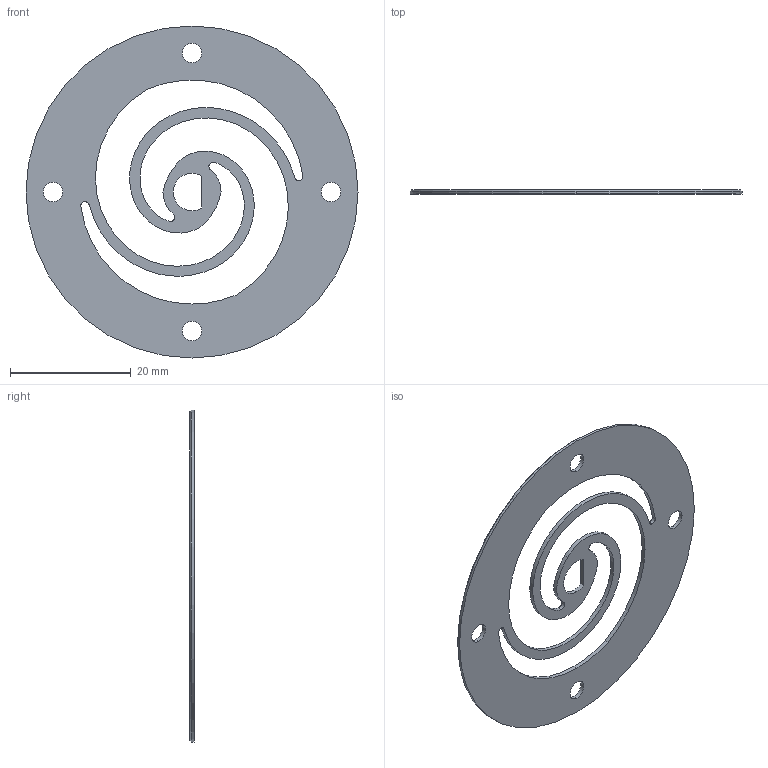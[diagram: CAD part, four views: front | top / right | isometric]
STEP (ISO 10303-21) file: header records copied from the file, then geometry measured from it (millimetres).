
FILE_DESCRIPTION (( 'STEP AP214' ), '1' );
FILE_NAME ('1Onyx_Spring_Ankle.STEP', '2024-07-17T20:49:10', ( '' ), ( '' ), 'SwSTEP 2.0', 'SolidWorks 2021', '' );
FILE_SCHEMA (( 'AUTOMOTIVE_DESIGN' ));
Length unit declared in the file: millimetre
Products named in the file (1): 1Onyx_Spring_Ankle
Bounding box: 55 x 0.69 x 55 mm (x, y, z)
Volume: 1066 mm3; surface area: 3486.8 mm2
Topology: 1 solids, 1 shells, 35 faces, 97 edges, 64 vertices
Faces by surface type: cylinder 26, bspline 4, plane 3, cone 2
Entity records: 2099 total; most frequent: CARTESIAN_POINT 1113, DIRECTION 207, ORIENTED_EDGE 194, EDGE_CURVE 97, AXIS2_PLACEMENT_3D 86, VERTEX_POINT 64, CIRCLE 54, EDGE_LOOP 49
